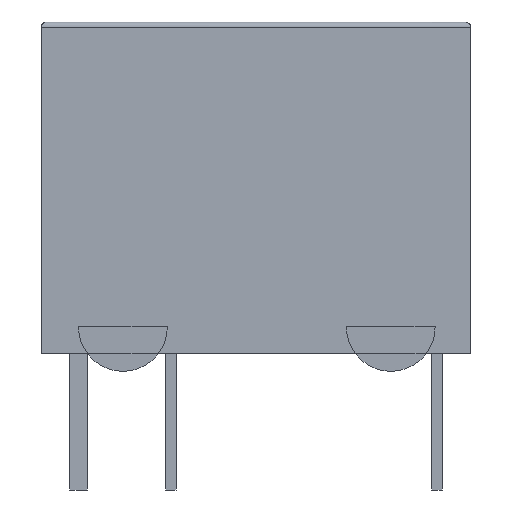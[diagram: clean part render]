
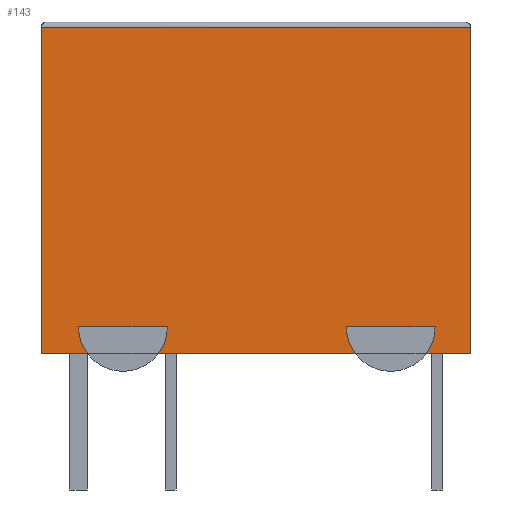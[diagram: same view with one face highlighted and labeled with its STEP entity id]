
A CAD part, left-side view. The second image highlights one B-rep face of the part: STEP entity #143.
In plain terms, the highlighted planar face has unit normal (-1, 0, 0).
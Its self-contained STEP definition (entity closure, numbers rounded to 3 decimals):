
#12=DIRECTION('',(0.,0.,1.));
#31=VERTEX_POINT('',#32);
#32=CARTESIAN_POINT('',(-1.11,1.07,9.85));
#38=EDGE_CURVE('',#39,#31,#41,.T.);
#39=VERTEX_POINT('',#40);
#40=CARTESIAN_POINT('',(-1.11,1.07,0.5));
#41=LINE('',#40,#42);
#42=VECTOR('',#12,1.);
#68=DIRECTION('',(0.,-1.,0.));
#143=ADVANCED_FACE('',(#144),#204,.F.);
#144=FACE_BOUND('',#145,.F.);
#145=EDGE_LOOP('',(#146,#147,#153,#158,#163,#172,#178,#182,#186,#193,#198,#202));
#146=ORIENTED_EDGE('',*,*,#38,.T.);
#147=ORIENTED_EDGE('',*,*,#148,.T.);
#148=EDGE_CURVE('',#31,#149,#151,.T.);
#149=VERTEX_POINT('',#150);
#150=CARTESIAN_POINT('',(-1.11,-11.23,9.85));
#151=LINE('',#32,#152);
#152=VECTOR('',#68,1.);
#153=ORIENTED_EDGE('',*,*,#154,.F.);
#154=EDGE_CURVE('',#155,#149,#157,.T.);
#155=VERTEX_POINT('',#156);
#156=CARTESIAN_POINT('',(-1.11,-11.23,0.5));
#157=LINE('',#156,#42);
#158=ORIENTED_EDGE('',*,*,#159,.F.);
#159=EDGE_CURVE('',#160,#155,#162,.T.);
#160=VERTEX_POINT('',#161);
#161=CARTESIAN_POINT('',(-1.11,-9.95,0.5));
#162=LINE('',#40,#152);
#163=ORIENTED_EDGE('',*,*,#164,.F.);
#164=EDGE_CURVE('',#165,#160,#167,.T.);
#165=VERTEX_POINT('',#166);
#166=CARTESIAN_POINT('',(-1.11,-10.21,1.27));
#167=CIRCLE('',#168,1.27);
#168=AXIS2_PLACEMENT_3D('',#169,#170,#171);
#169=CARTESIAN_POINT('',(-1.11,-8.94,1.27));
#170=DIRECTION('',(1.,0.,0.));
#171=DIRECTION('',(0.,1.,0.));
#172=ORIENTED_EDGE('',*,*,#173,.T.);
#173=EDGE_CURVE('',#165,#174,#176,.T.);
#174=VERTEX_POINT('',#175);
#175=CARTESIAN_POINT('',(-1.11,-7.67,1.27));
#176=LINE('',#166,#177);
#177=VECTOR('',#171,1.);
#178=ORIENTED_EDGE('',*,*,#179,.F.);
#179=EDGE_CURVE('',#180,#174,#167,.T.);
#180=VERTEX_POINT('',#181);
#181=CARTESIAN_POINT('',(-1.11,-7.93,0.5));
#182=ORIENTED_EDGE('',*,*,#183,.F.);
#183=EDGE_CURVE('',#184,#180,#162,.T.);
#184=VERTEX_POINT('',#185);
#185=CARTESIAN_POINT('',(-1.11,-2.28,0.5));
#186=ORIENTED_EDGE('',*,*,#187,.F.);
#187=EDGE_CURVE('',#188,#184,#190,.T.);
#188=VERTEX_POINT('',#189);
#189=CARTESIAN_POINT('',(-1.11,-2.54,1.27));
#190=CIRCLE('',#191,1.27);
#191=AXIS2_PLACEMENT_3D('',#192,#170,#171);
#192=CARTESIAN_POINT('',(-1.11,-1.27,1.27));
#193=ORIENTED_EDGE('',*,*,#194,.T.);
#194=EDGE_CURVE('',#188,#195,#197,.T.);
#195=VERTEX_POINT('',#196);
#196=CARTESIAN_POINT('',(-1.11,0.,1.27));
#197=LINE('',#189,#177);
#198=ORIENTED_EDGE('',*,*,#199,.F.);
#199=EDGE_CURVE('',#200,#195,#190,.T.);
#200=VERTEX_POINT('',#201);
#201=CARTESIAN_POINT('',(-1.11,-0.26,0.5));
#202=ORIENTED_EDGE('',*,*,#203,.F.);
#203=EDGE_CURVE('',#39,#200,#162,.T.);
#204=PLANE('',#205);
#205=AXIS2_PLACEMENT_3D('',#40,#206,#68);
#206=DIRECTION('',(1.,0.,0.));
